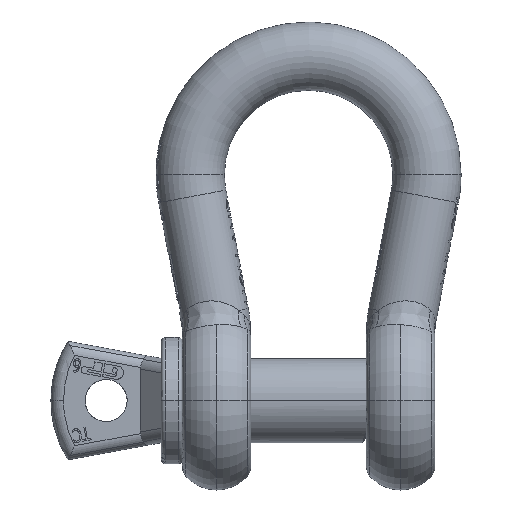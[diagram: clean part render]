
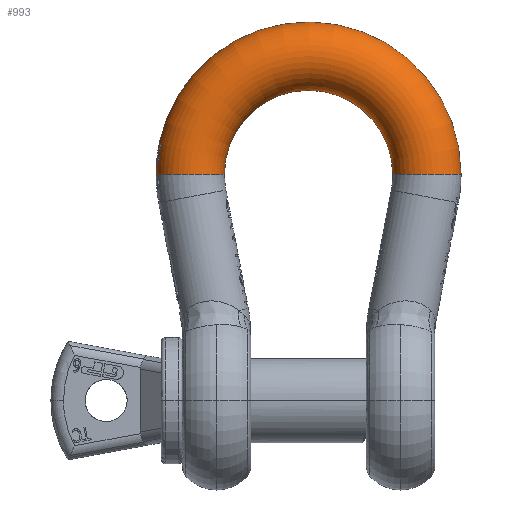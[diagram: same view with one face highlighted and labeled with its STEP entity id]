
A CAD part, top view. The second image highlights one B-rep face of the part: STEP entity #993.
In plain terms, the highlighted toroidal (fillet/blend) face has major radius 22.5 mm and minor radius 6.5 mm.
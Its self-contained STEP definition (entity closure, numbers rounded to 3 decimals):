
#993=ADVANCED_FACE('',(#2382),#2383,.T.);
#2382=FACE_OUTER_BOUND('',#5032,.T.);
#2383=TOROIDAL_SURFACE('',#5033,22.5,6.5);
#5032=EDGE_LOOP('',(#9337,#9338,#9339,#9340,#9341,#9342,#9343,#9344,#9345,#9346,#9347,#9348,#9349,#9350));
#5033=AXIS2_PLACEMENT_3D('',#9351,#9352,#9353);
#9337=ORIENTED_EDGE('',*,*,#13889,.F.);
#9338=ORIENTED_EDGE('',*,*,#13936,.T.);
#9339=ORIENTED_EDGE('',*,*,#13937,.T.);
#9340=ORIENTED_EDGE('',*,*,#13938,.T.);
#9341=ORIENTED_EDGE('',*,*,#13885,.F.);
#9342=ORIENTED_EDGE('',*,*,#13939,.T.);
#9343=ORIENTED_EDGE('',*,*,#13883,.F.);
#9344=ORIENTED_EDGE('',*,*,#13855,.T.);
#9345=ORIENTED_EDGE('',*,*,#13882,.F.);
#9346=ORIENTED_EDGE('',*,*,#13940,.T.);
#9347=ORIENTED_EDGE('',*,*,#13941,.T.);
#9348=ORIENTED_EDGE('',*,*,#13942,.T.);
#9349=ORIENTED_EDGE('',*,*,#13943,.T.);
#9350=ORIENTED_EDGE('',*,*,#13944,.T.);
#9351=CARTESIAN_POINT('',(0.0,43.0,0.0));
#9352=DIRECTION('',(0.0,0.0,-1.0));
#9353=DIRECTION('',(-1.0,0.0,0.0));
#13855=EDGE_CURVE('',#16198,#16200,#16678,.T.);
#13882=EDGE_CURVE('',#16713,#16200,#16714,.T.);
#13883=EDGE_CURVE('',#16198,#16715,#16716,.F.);
#13885=EDGE_CURVE('',#16717,#16719,#16720,.T.);
#13889=EDGE_CURVE('',#16725,#16727,#16728,.T.);
#13936=EDGE_CURVE('',#16725,#16781,#16782,.T.);
#13937=EDGE_CURVE('',#16781,#16783,#16784,.T.);
#13938=EDGE_CURVE('',#16783,#16719,#16785,.T.);
#13939=EDGE_CURVE('',#16717,#16715,#16786,.F.);
#13940=EDGE_CURVE('',#16713,#16787,#16788,.T.);
#13941=EDGE_CURVE('',#16787,#16789,#16790,.F.);
#13942=EDGE_CURVE('',#16789,#16791,#16792,.T.);
#13943=EDGE_CURVE('',#16791,#16793,#16794,.T.);
#13944=EDGE_CURVE('',#16793,#16727,#16795,.T.);
#16198=VERTEX_POINT('',#21003);
#16200=VERTEX_POINT('',#21005);
#16678=CIRCLE('',#22138,6.5);
#16713=VERTEX_POINT('',#22207);
#16714=CIRCLE('',#22208,29.0);
#16715=VERTEX_POINT('',#22209);
#16716=CIRCLE('',#22210,16.0);
#16717=VERTEX_POINT('',#22211);
#16719=VERTEX_POINT('',#22213);
#16720=CIRCLE('',#22214,29.0);
#16725=VERTEX_POINT('',#22233);
#16727=VERTEX_POINT('',#22240);
#16728=CIRCLE('',#22241,29.0);
#16781=VERTEX_POINT('',#22332);
#16782=B_SPLINE_CURVE_WITH_KNOTS('',5,(#22333,#22334,#22335,#22336,#22337,#22338),.UNSPECIFIED.,.F.,.F.,(6,6),(0.0,4.223),.UNSPECIFIED.);
#16783=VERTEX_POINT('',#22339);
#16784=B_SPLINE_CURVE_WITH_KNOTS('',3,(#22340,#22341,#22342,#22343),.UNSPECIFIED.,.F.,.F.,(4,4),(0.0,0.799),.UNSPECIFIED.);
#16785=B_SPLINE_CURVE_WITH_KNOTS('',5,(#22344,#22345,#22346,#22347,#22348,#22349,#22350,#22351,#22352),.UNSPECIFIED.,.F.,.F.,(6,3,6),(0.0,2.019,5.39),.UNSPECIFIED.);
#16786=CIRCLE('',#22353,6.5);
#16787=VERTEX_POINT('',#22354);
#16788=B_SPLINE_CURVE_WITH_KNOTS('',3,(#22355,#22356,#22357,#22358),.UNSPECIFIED.,.F.,.F.,(4,4),(0.0,0.375),.UNSPECIFIED.);
#16789=VERTEX_POINT('',#22359);
#16790=CIRCLE('',#22360,28.995);
#16791=VERTEX_POINT('',#22361);
#16792=B_SPLINE_CURVE_WITH_KNOTS('',5,(#22362,#22363,#22364,#22365,#22366,#22367),.UNSPECIFIED.,.F.,.F.,(6,6),(0.0,3.891),.UNSPECIFIED.);
#16793=VERTEX_POINT('',#22368);
#16794=B_SPLINE_CURVE_WITH_KNOTS('',3,(#22369,#22370,#22371,#22372),.UNSPECIFIED.,.F.,.F.,(4,4),(0.0,0.8),.UNSPECIFIED.);
#16795=B_SPLINE_CURVE_WITH_KNOTS('',5,(#22373,#22374,#22375,#22376,#22377,#22378),.UNSPECIFIED.,.F.,.F.,(6,6),(0.0,5.451),.UNSPECIFIED.);
#21003=CARTESIAN_POINT('',(16.0,43.0,0.));
#21005=CARTESIAN_POINT('',(29.0,43.0,0.0));
#22138=AXIS2_PLACEMENT_3D('',#29391,#29392,#29393);
#22207=CARTESIAN_POINT('',(-28.373,49.0,0.));
#22208=AXIS2_PLACEMENT_3D('',#29403,#29404,#29405);
#22209=CARTESIAN_POINT('',(-16.0,43.0,0.));
#22210=AXIS2_PLACEMENT_3D('',#29406,#29407,#29408);
#22211=CARTESIAN_POINT('',(-29.0,43.0,0.0));
#22213=CARTESIAN_POINT('',(-28.983,44.,0.));
#22214=AXIS2_PLACEMENT_3D('',#29412,#29413,#29414);
#22233=CARTESIAN_POINT('',(-28.96,44.53,0.));
#22240=CARTESIAN_POINT('',(-28.788,46.5,0.0));
#22241=AXIS2_PLACEMENT_3D('',#29415,#29416,#29417);
#22332=CARTESIAN_POINT('',(-28.48,46.5,1.97));
#22333=CARTESIAN_POINT('',(-28.96,44.53,0.));
#22334=CARTESIAN_POINT('',(-28.96,44.53,0.596));
#22335=CARTESIAN_POINT('',(-28.88,44.762,1.195));
#22336=CARTESIAN_POINT('',(-28.714,45.193,1.685));
#22337=CARTESIAN_POINT('',(-28.561,45.842,1.97));
#22338=CARTESIAN_POINT('',(-28.48,46.5,1.97));
#22339=CARTESIAN_POINT('',(-28.284,46.5,2.5));
#22340=CARTESIAN_POINT('',(-28.48,46.5,1.97));
#22341=CARTESIAN_POINT('',(-28.422,46.5,2.152));
#22342=CARTESIAN_POINT('',(-28.356,46.5,2.329));
#22343=CARTESIAN_POINT('',(-28.284,46.5,2.5));
#22344=CARTESIAN_POINT('',(-28.284,46.5,2.5));
#22345=CARTESIAN_POINT('',(-28.323,46.186,2.5));
#22346=CARTESIAN_POINT('',(-28.378,45.873,2.452));
#22347=CARTESIAN_POINT('',(-28.446,45.58,2.354));
#22348=CARTESIAN_POINT('',(-28.644,44.856,1.99));
#22349=CARTESIAN_POINT('',(-28.841,44.338,1.39));
#22350=CARTESIAN_POINT('',(-28.935,44.113,0.951));
#22351=CARTESIAN_POINT('',(-28.983,44.,0.475));
#22352=CARTESIAN_POINT('',(-28.983,44.,0.));
#22353=AXIS2_PLACEMENT_3D('',#29437,#29438,#29439);
#22354=CARTESIAN_POINT('',(-28.367,49.0,0.265));
#22355=CARTESIAN_POINT('',(-28.373,49.0,0.));
#22356=CARTESIAN_POINT('',(-28.373,49.0,0.088));
#22357=CARTESIAN_POINT('',(-28.371,49.,0.176));
#22358=CARTESIAN_POINT('',(-28.367,49.0,0.265));
#22359=CARTESIAN_POINT('',(-28.711,47.048,0.265));
#22360=AXIS2_PLACEMENT_3D('',#29440,#29441,#29442);
#22361=CARTESIAN_POINT('',(-28.06,49.0,1.97));
#22362=CARTESIAN_POINT('',(-28.711,47.048,0.265));
#22363=CARTESIAN_POINT('',(-28.678,47.122,0.809));
#22364=CARTESIAN_POINT('',(-28.562,47.389,1.326));
#22365=CARTESIAN_POINT('',(-28.373,47.815,1.738));
#22366=CARTESIAN_POINT('',(-28.188,48.402,1.97));
#22367=CARTESIAN_POINT('',(-28.06,49.0,1.97));
#22368=CARTESIAN_POINT('',(-27.861,49.0,2.5));
#22369=CARTESIAN_POINT('',(-28.06,49.0,1.97));
#22370=CARTESIAN_POINT('',(-28.001,49.,2.152));
#22371=CARTESIAN_POINT('',(-27.934,49.,2.328));
#22372=CARTESIAN_POINT('',(-27.861,49.0,2.5));
#22373=CARTESIAN_POINT('',(-27.861,49.0,2.5));
#22374=CARTESIAN_POINT('',(-28.041,48.166,2.5));
#22375=CARTESIAN_POINT('',(-28.336,47.362,2.139));
#22376=CARTESIAN_POINT('',(-28.637,46.807,1.545));
#22377=CARTESIAN_POINT('',(-28.788,46.5,0.768));
#22378=CARTESIAN_POINT('',(-28.788,46.5,0.));
#29391=CARTESIAN_POINT('',(22.5,43.0,0.0));
#29392=DIRECTION('',(0.,1.0,0.0));
#29393=DIRECTION('',(1.0,0.,0.0));
#29403=CARTESIAN_POINT('',(0.0,43.0,0.0));
#29404=DIRECTION('',(0.0,0.0,-1.0));
#29405=DIRECTION('',(1.0,0.0,0.0));
#29406=CARTESIAN_POINT('',(0.0,43.0,0.));
#29407=DIRECTION('',(0.0,0.0,-1.0));
#29408=DIRECTION('',(1.0,0.0,0.0));
#29412=CARTESIAN_POINT('',(0.0,43.0,0.0));
#29413=DIRECTION('',(0.0,0.0,-1.0));
#29414=DIRECTION('',(1.0,0.0,0.0));
#29415=CARTESIAN_POINT('',(0.0,43.0,0.0));
#29416=DIRECTION('',(0.0,0.0,-1.0));
#29417=DIRECTION('',(1.0,0.0,0.0));
#29437=CARTESIAN_POINT('',(-22.5,43.0,0.0));
#29438=DIRECTION('',(0.0,-1.0,0.0));
#29439=DIRECTION('',(1.0,0.0,0.0));
#29440=CARTESIAN_POINT('',(0.0,43.0,0.265));
#29441=DIRECTION('',(0.0,0.0,-1.0));
#29442=DIRECTION('',(1.0,0.0,0.0));
